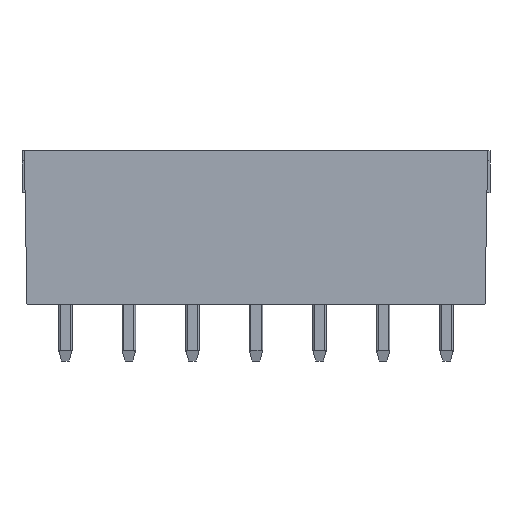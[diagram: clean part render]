
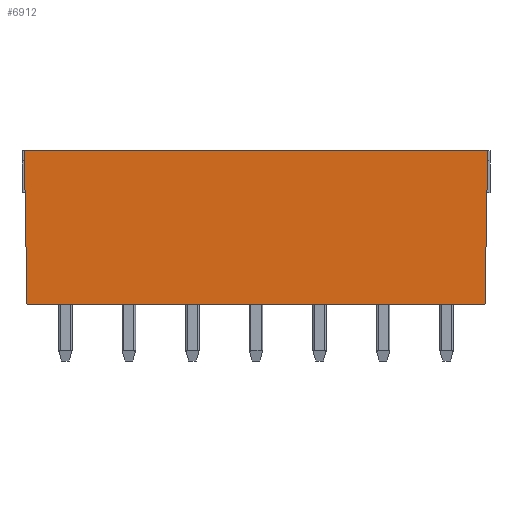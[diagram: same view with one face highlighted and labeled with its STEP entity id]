
A CAD part, front view. The second image highlights one B-rep face of the part: STEP entity #6912.
In plain terms, the highlighted planar face has unit normal (0, -1, 0).
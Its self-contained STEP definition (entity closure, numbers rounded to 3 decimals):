
#6912=ADVANCED_FACE('',(#16837),#16838,.T.);
#8290=VERTEX_POINT('',#18727);
#8294=VERTEX_POINT('',#18731);
#8296=EDGE_CURVE('',#8290,#8294,#18733,.T.);
#10276=VERTEX_POINT('',#20713);
#10280=EDGE_CURVE('',#10276,#8290,#20717,.T.);
#10402=VERTEX_POINT('',#20839);
#10406=EDGE_CURVE('',#10402,#10276,#20843,.T.);
#10492=EDGE_CURVE('',#8294,#10402,#20929,.T.);
#16837=FACE_OUTER_BOUND('',#29454,.T.);
#16838=PLANE('',#29455);
#18727=CARTESIAN_POINT('',(27.621,0.,9.2));
#18731=CARTESIAN_POINT('',(27.461,0.,0.0));
#18733=LINE('',#32359,#32360);
#20713=CARTESIAN_POINT('',(-0.161,0.,9.2));
#20717=LINE('',#35739,#35740);
#20839=CARTESIAN_POINT('',(0.,0.,0.0));
#20843=LINE('',#36043,#36044);
#20929=LINE('',#36185,#36186);
#29454=EDGE_LOOP('',(#46976,#46977,#46978,#46979));
#29455=AXIS2_PLACEMENT_3D('',#46980,#46981,#46982);
#32359=CARTESIAN_POINT('',(27.621,0.,9.2));
#32360=VECTOR('',#51217,1.0);
#35739=CARTESIAN_POINT('',(25.16,0.,9.2));
#35740=VECTOR('',#51895,1.0);
#36043=CARTESIAN_POINT('',(0.,0.,0.));
#36044=VECTOR('',#51938,1.0);
#36185=CARTESIAN_POINT('',(2.3,0.,0.0));
#36186=VECTOR('',#51976,1.0);
#46976=ORIENTED_EDGE('',*,*,#10492,.F.);
#46977=ORIENTED_EDGE('',*,*,#8296,.F.);
#46978=ORIENTED_EDGE('',*,*,#10280,.F.);
#46979=ORIENTED_EDGE('',*,*,#10406,.F.);
#46980=CARTESIAN_POINT('',(-0.222,0.,-0.23));
#46981=DIRECTION('',(0.,-1.0,-0.0));
#46982=DIRECTION('',(0.0,0.0,-1.0));
#51217=DIRECTION('',(-0.017,0.,-1.));
#51895=DIRECTION('',(1.0,0.,0.));
#51938=DIRECTION('',(-0.017,0.,1.));
#51976=DIRECTION('',(-1.0,0.,0.0));
